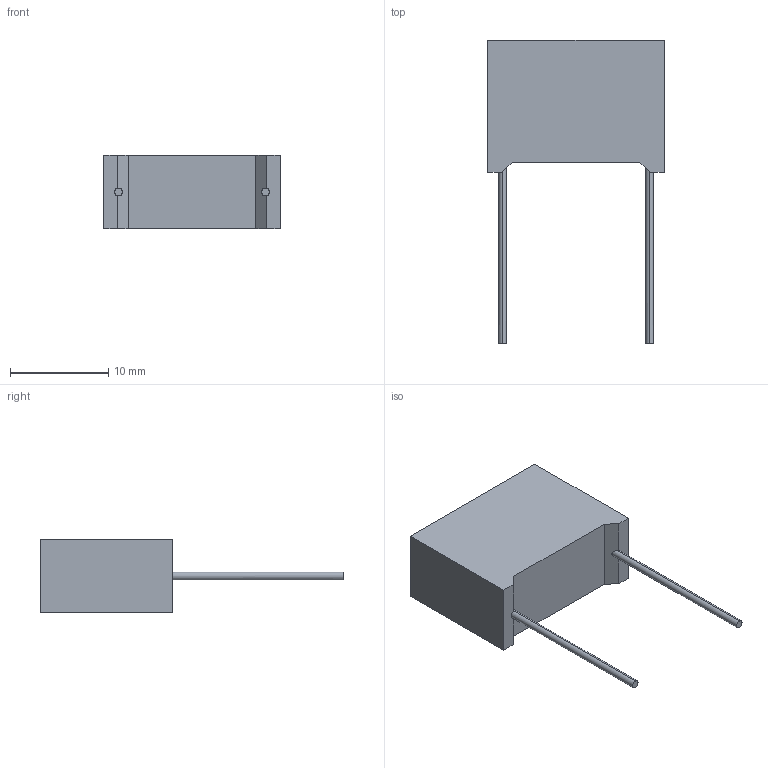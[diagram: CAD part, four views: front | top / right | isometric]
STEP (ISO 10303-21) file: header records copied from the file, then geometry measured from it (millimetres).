
FILE_DESCRIPTION (( 'STEP AP214' ), '1' );
FILE_NAME ('CADEFAU12071654231903.step', '2006-12-07T21:54:20', ( 'sysAdmin' ), ( 'SolidWorks' ), 'SwSTEP 2.0', 'SolidWorks 2007', '' );
FILE_SCHEMA (( 'AUTOMOTIVE_DESIGN' ));
Length unit declared in the file: millimetre
Products named in the file (1): CADEFAU12071654231903
Bounding box: 18 x 31 x 7.5 mm (x, y, z)
Volume: 1734.3 mm3; surface area: 1024.6 mm2
Topology: 1 solids, 1 shells, 16 faces, 42 edges, 28 vertices
Faces by surface type: plane 12, cylinder 4
Entity records: 691 total; most frequent: CARTESIAN_POINT 105, ORIENTED_EDGE 84, DIRECTION 76, EDGE_CURVE 42, LINE 30, VECTOR 30, VERTEX_POINT 28, AXIS2_PLACEMENT_3D 23
